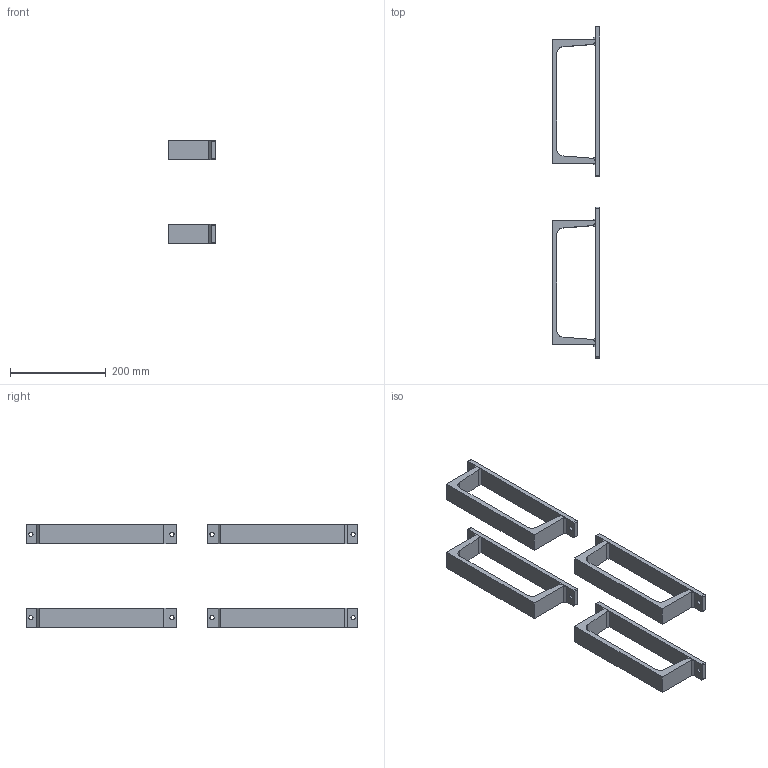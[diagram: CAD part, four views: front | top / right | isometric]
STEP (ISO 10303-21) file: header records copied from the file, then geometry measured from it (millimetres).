
FILE_DESCRIPTION(/* description */ (''),/* implementation_level */ '2;1');
FILE_NAME(/* name */ '13493_KriTec_Satz_Gabelstaplerschuhe_8_40.stp',/* time_stamp */ '2016-10-05T12:10:59+02:00',/* author */ ('Steiner'),/* organization */ (''),/* preprocessor_version */ 'ST-DEVELOPER v16.1',/* originating_system */ 'Autodesk Inventor 2016',/* authorisation */ '');
FILE_SCHEMA (('AUTOMOTIVE_DESIGN { 1 0 10303 214 3 1 1 }'));
Length unit declared in the file: millimetre
Products named in the file (5): 13336_KriTec_Gabelstaplerschuhe_8_40_Schweißnäh
te; DIN1026-1 - U 260 - 40mm; Flachstahl_8_40; 13336_KriTec_Gabelstaplerschuhe_8_40; 13493_KriTec_Satz_Gabelstaplerschuhe_8_40
Assembly tree (7 placements, depth 3):
  13493_KriTec_Satz_Gabelstaplerschuhe_8_40
    13336_KriTec_Gabelstaplerschuhe_8_40  x4
      13336_KriTec_Gabelstaplerschuhe_8_40_Schweißnäh
te
      DIN1026-1 - U 260 - 40mm
      Flachstahl_8_40
Bounding box: 100 x 693.86 x 214.65 mm (x, y, z)
Volume: 1281044.6 mm3; surface area: 316571.4 mm2
Topology: 24 solids, 24 shells, 184 faces, 416 edges, 280 vertices
Faces by surface type: plane 136, cylinder 48
Full cylindrical faces by diameter (mm): 9 x8
Entity records: 1409 total; most frequent: DIRECTION 240, CARTESIAN_POINT 226, ORIENTED_EDGE 200, EDGE_CURVE 100, AXIS2_PLACEMENT_3D 82, LINE 76, VECTOR 76, VERTEX_POINT 68
